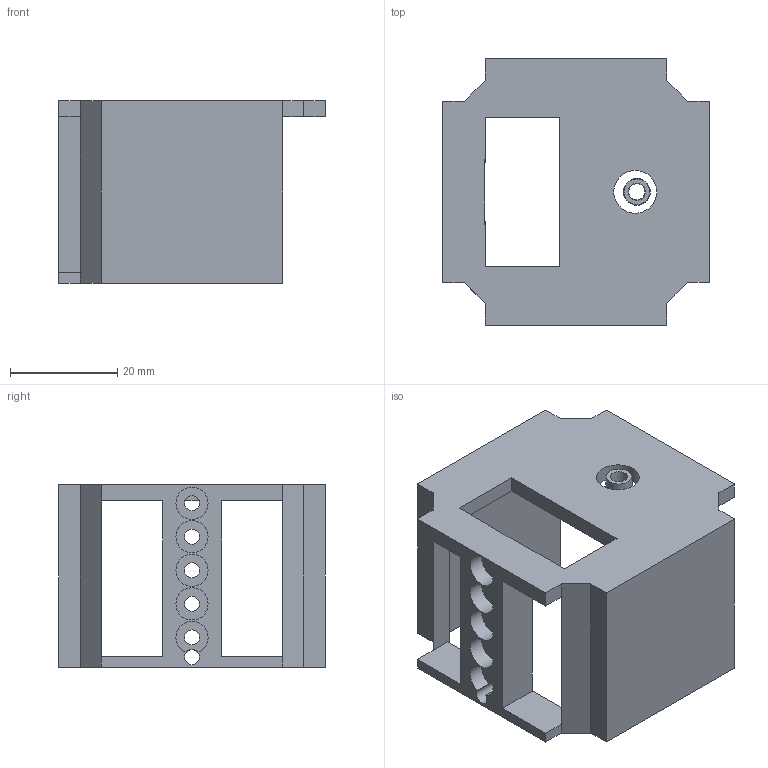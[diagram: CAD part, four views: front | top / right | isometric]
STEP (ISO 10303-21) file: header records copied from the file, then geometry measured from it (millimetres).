
FILE_DESCRIPTION(/* description */ (''),/* implementation_level */ '2;1');
FILE_NAME(/* name */ '30_Cube_Z_Focus_MGN_NEMA_base_belt_v3.ipt.step',/* time_stamp */ '2022-11-29T08:21:23+01:00',/* author */ ('diederichbenedict'),/* organization */ (''),/* preprocessor_version */ 'ST-DEVELOPER v18.1',/* originating_system */ 'Autodesk Inventor 2022',/* authorisation */ '');
FILE_SCHEMA (('AUTOMOTIVE_DESIGN { 1 0 10303 214 3 1 1 }'));
Length unit declared in the file: millimetre
Products named in the file (1): 30_Cube_Z_Focus_MGN_NEMA_base_v3
Bounding box: 49.7 x 49.7 x 34 mm (x, y, z)
Volume: 17251.8 mm3; surface area: 12105 mm2
Topology: 2 solids, 2 shells, 66 faces, 183 edges, 120 vertices
Faces by surface type: plane 52, cylinder 12, cone 2
Full cylindrical faces by diameter (mm): 2.8 x6, 6 x4, 8 x1
Entity records: 2173 total; most frequent: CARTESIAN_POINT 370, ORIENTED_EDGE 366, DIRECTION 347, EDGE_CURVE 183, LINE 153, VECTOR 153, VERTEX_POINT 120, AXIS2_PLACEMENT_3D 97
